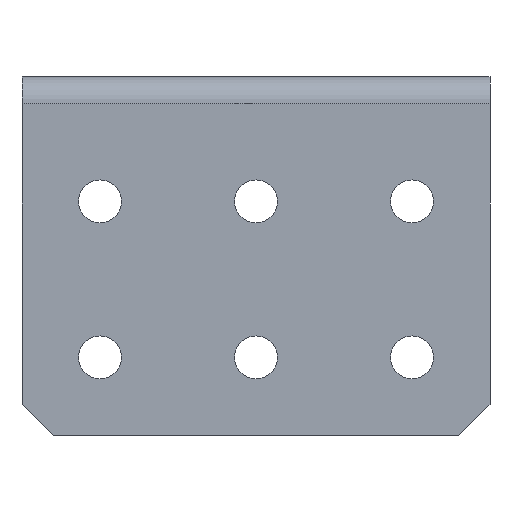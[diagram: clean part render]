
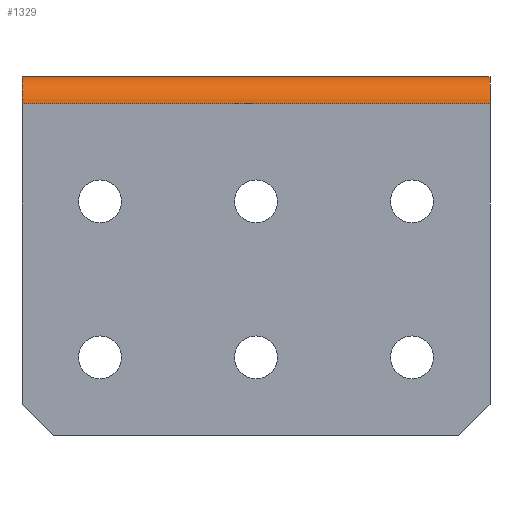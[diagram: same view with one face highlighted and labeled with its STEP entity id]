
A CAD part, front view. The second image highlights one B-rep face of the part: STEP entity #1329.
In plain terms, the highlighted cylindrical face has radius 11.113 mm (diameter 22.225 mm), a partial arc.
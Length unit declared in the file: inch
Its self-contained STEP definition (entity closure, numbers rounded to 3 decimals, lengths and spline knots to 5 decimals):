
#91 = VERTEX_POINT ( 'NONE', #1375 ) ;
#158 = ORIENTED_EDGE ( 'NONE', *, *, #866, .F. ) ;
#177 = EDGE_LOOP ( 'NONE', ( #561, #158, #442, #890 ) ) ;
#184 = DIRECTION ( 'NONE',  ( 1., 0., 0. ) ) ;
#193 = VERTEX_POINT ( 'NONE', #610 ) ;
#247 = EDGE_CURVE ( 'NONE', #371, #91, #1422, .T. ) ;
#257 = DIRECTION ( 'NONE',  ( -1., 0., 0. ) ) ;
#302 = EDGE_CURVE ( 'NONE', #193, #668, #986, .T. ) ;
#371 = VERTEX_POINT ( 'NONE', #1124 ) ;
#425 = DIRECTION ( 'NONE',  ( -1., 0., 0. ) ) ;
#442 = ORIENTED_EDGE ( 'NONE', *, *, #302, .T. ) ;
#544 = CARTESIAN_POINT ( 'NONE',  ( 3.75, 0., -0.4375 ) ) ;
#561 = ORIENTED_EDGE ( 'NONE', *, *, #247, .T. ) ;
#569 = AXIS2_PLACEMENT_3D ( 'NONE', #934, #257, #1364 ) ;
#580 = CARTESIAN_POINT ( 'NONE',  ( -3.75, 0.4375, -0.4375 ) ) ;
#610 = CARTESIAN_POINT ( 'NONE',  ( -3.75, 0.4375, 0. ) ) ;
#668 = VERTEX_POINT ( 'NONE', #1211 ) ;
#743 = CARTESIAN_POINT ( 'NONE',  ( 3.75, 0.4375, 0. ) ) ;
#752 = VECTOR ( 'NONE', #1086, 39.37008 ) ;
#821 = LINE ( 'NONE', #544, #752 ) ;
#843 = VECTOR ( 'NONE', #184, 39.37008 ) ;
#852 = DIRECTION ( 'NONE',  ( 0., 0., -1. ) ) ;
#866 = EDGE_CURVE ( 'NONE', #193, #91, #1153, .T. ) ;
#890 = ORIENTED_EDGE ( 'NONE', *, *, #895, .F. ) ;
#895 = EDGE_CURVE ( 'NONE', #371, #668, #821, .T. ) ;
#934 = CARTESIAN_POINT ( 'NONE',  ( 3.75, 0.4375, -0.4375 ) ) ;
#986 = CIRCLE ( 'NONE', #1155, 0.4375 ) ;
#997 = DIRECTION ( 'NONE',  ( 0., 0., 1. ) ) ;
#1066 = FACE_OUTER_BOUND ( 'NONE', #177, .T. ) ;
#1086 = DIRECTION ( 'NONE',  ( -1., 0., 0. ) ) ;
#1124 = CARTESIAN_POINT ( 'NONE',  ( 3.75, 0., -0.4375 ) ) ;
#1128 = DIRECTION ( 'NONE',  ( 1., 0., 0. ) ) ;
#1153 = LINE ( 'NONE', #743, #843 ) ;
#1155 = AXIS2_PLACEMENT_3D ( 'NONE', #580, #1128, #997 ) ;
#1211 = CARTESIAN_POINT ( 'NONE',  ( -3.75, 0., -0.4375 ) ) ;
#1323 = AXIS2_PLACEMENT_3D ( 'NONE', #1385, #425, #852 ) ;
#1329 = ADVANCED_FACE ( 'NONE', ( #1066 ), #1415, .T. ) ;
#1364 = DIRECTION ( 'NONE',  ( 0., 0., 1. ) ) ;
#1375 = CARTESIAN_POINT ( 'NONE',  ( 3.75, 0.4375, 0. ) ) ;
#1385 = CARTESIAN_POINT ( 'NONE',  ( 3.75, 0.4375, -0.4375 ) ) ;
#1415 = CYLINDRICAL_SURFACE ( 'NONE', #569, 0.4375 ) ;
#1422 = CIRCLE ( 'NONE', #1323, 0.4375 ) ;
